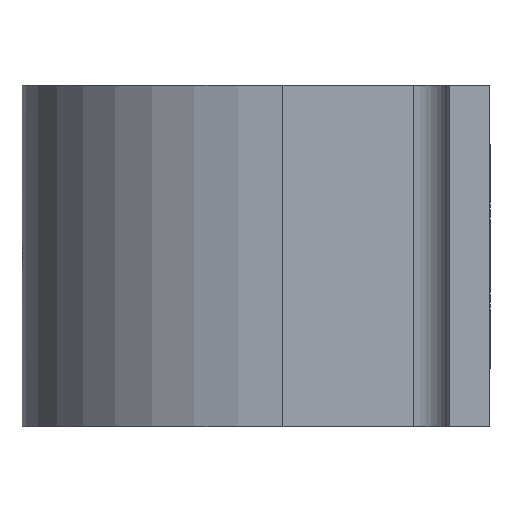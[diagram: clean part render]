
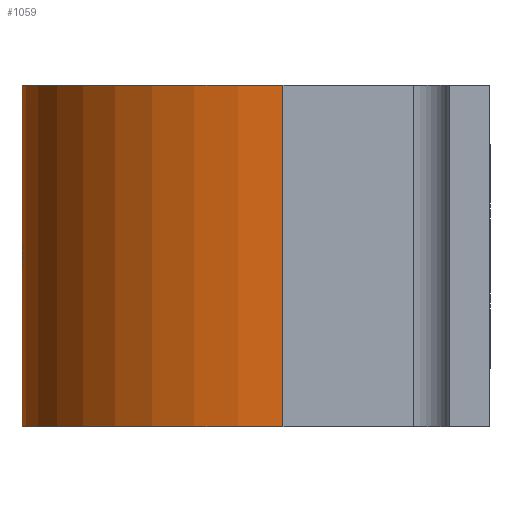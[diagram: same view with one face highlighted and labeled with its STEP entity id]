
A CAD part, left-side view. The second image highlights one B-rep face of the part: STEP entity #1059.
In plain terms, the highlighted cylindrical face has radius 29 mm (diameter 58 mm), a partial arc.
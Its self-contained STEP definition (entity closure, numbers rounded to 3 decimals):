
#7 = CARTESIAN_POINT ( 'NONE',  ( -1.694, 28.951, -0.455 ) ) ;
#21 = DIRECTION ( 'NONE',  ( -1., 0., 0. ) ) ;
#23 = CARTESIAN_POINT ( 'NONE',  ( 29., 0., 19. ) ) ;
#27 = CARTESIAN_POINT ( 'NONE',  ( -1.068, 28.98, 1.391 ) ) ;
#29 = CARTESIAN_POINT ( 'NONE',  ( -29., 0., -19. ) ) ;
#35 = CARTESIAN_POINT ( 'NONE',  ( -29., 0., 19. ) ) ;
#76 = CARTESIAN_POINT ( 'NONE',  ( 1.156, 28.977, 1.319 ) ) ;
#93 = CARTESIAN_POINT ( 'NONE',  ( -0.454, 28.997, -1.694 ) ) ;
#97 = CARTESIAN_POINT ( 'NONE',  ( -1.75, 28.947, -0.114 ) ) ;
#109 = CYLINDRICAL_SURFACE ( 'NONE', #800, 29. ) ;
#110 = DIRECTION ( 'NONE',  ( 0., 0., -1. ) ) ;
#114 = CARTESIAN_POINT ( 'NONE',  ( -0.777, 28.99, 1.572 ) ) ;
#145 = FACE_OUTER_BOUND ( 'NONE', #331, .T. ) ;
#154 = CARTESIAN_POINT ( 'NONE',  ( 1.694, 28.95, -0.453 ) ) ;
#165 = CARTESIAN_POINT ( 'NONE',  ( 1.529, 28.96, 0.882 ) ) ;
#180 = CARTESIAN_POINT ( 'NONE',  ( -0.775, 28.99, -1.573 ) ) ;
#183 = CARTESIAN_POINT ( 'NONE',  ( 29., 0., 19. ) ) ;
#192 = CARTESIAN_POINT ( 'NONE',  ( -1.704, 28.95, 0.459 ) ) ;
#197 = CARTESIAN_POINT ( 'NONE',  ( -0.454, 28.997, 1.694 ) ) ;
#216 = VERTEX_POINT ( 'NONE', #1052 ) ;
#220 = CARTESIAN_POINT ( 'NONE',  ( 0., 0., 19. ) ) ;
#240 = CARTESIAN_POINT ( 'NONE',  ( 1.573, 28.957, -0.776 ) ) ;
#247 = CARTESIAN_POINT ( 'NONE',  ( 1.75, 28.947, 0.231 ) ) ;
#267 = CARTESIAN_POINT ( 'NONE',  ( -1.067, 28.981, -1.392 ) ) ;
#283 = CARTESIAN_POINT ( 'NONE',  ( -0.117, 29., 1.75 ) ) ;
#303 = DIRECTION ( 'NONE',  ( 1., 0., 0. ) ) ;
#310 = CIRCLE ( 'NONE', #608, 29. ) ;
#327 = CARTESIAN_POINT ( 'NONE',  ( 1.392, 28.967, -1.067 ) ) ;
#331 = EDGE_LOOP ( 'NONE', ( #617, #1144, #1035, #939 ) ) ;
#332 = AXIS2_PLACEMENT_3D ( 'NONE', #220, #842, #303 ) ;
#352 = CARTESIAN_POINT ( 'NONE',  ( -1.319, 28.97, -1.156 ) ) ;
#353 = DIRECTION ( 'NONE',  ( 0., 0., -1. ) ) ;
#374 = VERTEX_POINT ( 'NONE', #183 ) ;
#399 = EDGE_CURVE ( 'NONE', #922, #443, #682, .T. ) ;
#405 = DIRECTION ( 'NONE',  ( 0., 0., 1. ) ) ;
#418 = CARTESIAN_POINT ( 'NONE',  ( 1.076, 28.98, -1.399 ) ) ;
#427 = CARTESIAN_POINT ( 'NONE',  ( 0.229, 29., 1.75 ) ) ;
#443 = VERTEX_POINT ( 'NONE', #685 ) ;
#451 = CARTESIAN_POINT ( 'NONE',  ( -1.518, 28.96, -0.878 ) ) ;
#465 = CARTESIAN_POINT ( 'NONE',  ( -1.53, 28.96, 0.88 ) ) ;
#471 = B_SPLINE_CURVE_WITH_KNOTS ( 'NONE', 3,
 ( #1137, #592, #695, #154, #775, #240, #867, #327, #950, #418, #1033, #508, #1142, #487, #624, #93, #720, #180, #803, #267, #899, #352, #978, #451, #1066, #535, #7, #631, #97, #723 ),
 .UNSPECIFIED., .F., .F.,
 ( 4, 2, 2, 2, 2, 2, 2, 2, 2, 2, 2, 2, 2, 2, 4 ),
 ( 0., 0., 0.001, 0.001, 0.001, 0.002, 0.003, 0.003, 0.003, 0.004, 0.004, 0.004, 0.005, 0.005, 0.005 ),
 .UNSPECIFIED. ) ;
#487 = CARTESIAN_POINT ( 'NONE',  ( -0.114, 29., -1.75 ) ) ;
#508 = CARTESIAN_POINT ( 'NONE',  ( 0.459, 28.997, -1.704 ) ) ;
#513 = CARTESIAN_POINT ( 'NONE',  ( 0.775, 28.99, 1.573 ) ) ;
#535 = CARTESIAN_POINT ( 'NONE',  ( -1.661, 28.952, -0.564 ) ) ;
#551 = ORIENTED_EDGE ( 'NONE', *, *, #399, .F. ) ;
#555 = CARTESIAN_POINT ( 'NONE',  ( -1.158, 28.977, 1.317 ) ) ;
#574 = CIRCLE ( 'NONE', #332, 29. ) ;
#592 = CARTESIAN_POINT ( 'NONE',  ( 1.75, 28.947, -0.116 ) ) ;
#601 = EDGE_CURVE ( 'NONE', #374, #216, #613, .T. ) ;
#605 = CARTESIAN_POINT ( 'NONE',  ( 1.066, 28.981, 1.393 ) ) ;
#608 = AXIS2_PLACEMENT_3D ( 'NONE', #942, #405, #1028 ) ;
#613 = LINE ( 'NONE', #23, #831 ) ;
#617 = ORIENTED_EDGE ( 'NONE', *, *, #952, .T. ) ;
#624 = CARTESIAN_POINT ( 'NONE',  ( -0.23, 28.999, -1.739 ) ) ;
#631 = CARTESIAN_POINT ( 'NONE',  ( -1.739, 28.948, -0.23 ) ) ;
#647 = CARTESIAN_POINT ( 'NONE',  ( 0., 0., 19. ) ) ;
#649 = DIRECTION ( 'NONE',  ( 0., 0., -1. ) ) ;
#653 = CARTESIAN_POINT ( 'NONE',  ( -0.878, 28.987, 1.518 ) ) ;
#682 = B_SPLINE_CURVE_WITH_KNOTS ( 'NONE', 3,
 ( #990, #817, #192, #465, #1089, #555, #27, #653, #114, #736, #197, #824, #283, #427, #1041, #513, #1151, #605, #76, #705, #165, #788, #247, #879 ),
 .UNSPECIFIED., .F., .F.,
 ( 4, 2, 2, 2, 2, 2, 2, 2, 2, 2, 2, 4 ),
 ( 0.005, 0.006, 0.007, 0.007, 0.008, 0.008, 0.008, 0.009, 0.009, 0.01, 0.01, 0.011 ),
 .UNSPECIFIED. ) ;
#683 = FACE_BOUND ( 'NONE', #887, .T. ) ;
#685 = CARTESIAN_POINT ( 'NONE',  ( 1.75, 28.947, 0. ) ) ;
#695 = CARTESIAN_POINT ( 'NONE',  ( 1.739, 28.948, -0.229 ) ) ;
#705 = CARTESIAN_POINT ( 'NONE',  ( 1.398, 28.967, 1.077 ) ) ;
#720 = CARTESIAN_POINT ( 'NONE',  ( -0.563, 28.995, -1.661 ) ) ;
#723 = CARTESIAN_POINT ( 'NONE',  ( -1.75, 28.947, 0. ) ) ;
#736 = CARTESIAN_POINT ( 'NONE',  ( -0.565, 28.995, 1.66 ) ) ;
#775 = CARTESIAN_POINT ( 'NONE',  ( 1.661, 28.952, -0.564 ) ) ;
#788 = CARTESIAN_POINT ( 'NONE',  ( 1.704, 28.95, 0.461 ) ) ;
#800 = AXIS2_PLACEMENT_3D ( 'NONE', #647, #110, #21 ) ;
#803 = CARTESIAN_POINT ( 'NONE',  ( -0.877, 28.987, -1.518 ) ) ;
#805 = CARTESIAN_POINT ( 'NONE',  ( -29., 0., 19. ) ) ;
#817 = CARTESIAN_POINT ( 'NONE',  ( -1.75, 28.947, 0.228 ) ) ;
#824 = CARTESIAN_POINT ( 'NONE',  ( -0.231, 28.999, 1.738 ) ) ;
#831 = VECTOR ( 'NONE', #649, 1000. ) ;
#840 = VERTEX_POINT ( 'NONE', #35 ) ;
#842 = DIRECTION ( 'NONE',  ( 0., 0., 1. ) ) ;
#867 = CARTESIAN_POINT ( 'NONE',  ( 1.519, 28.96, -0.877 ) ) ;
#879 = CARTESIAN_POINT ( 'NONE',  ( 1.75, 28.947, 0. ) ) ;
#887 = EDGE_LOOP ( 'NONE', ( #1161, #551 ) ) ;
#899 = CARTESIAN_POINT ( 'NONE',  ( -1.155, 28.977, -1.319 ) ) ;
#909 = EDGE_CURVE ( 'NONE', #374, #840, #574, .T. ) ;
#922 = VERTEX_POINT ( 'NONE', #1116 ) ;
#937 = VECTOR ( 'NONE', #353, 1000. ) ;
#939 = ORIENTED_EDGE ( 'NONE', *, *, #601, .T. ) ;
#942 = CARTESIAN_POINT ( 'NONE',  ( 0., 0., -19. ) ) ;
#950 = CARTESIAN_POINT ( 'NONE',  ( 1.318, 28.97, -1.157 ) ) ;
#952 = EDGE_CURVE ( 'NONE', #216, #1098, #310, .T. ) ;
#959 = LINE ( 'NONE', #805, #937 ) ;
#978 = CARTESIAN_POINT ( 'NONE',  ( -1.391, 28.967, -1.068 ) ) ;
#990 = CARTESIAN_POINT ( 'NONE',  ( -1.75, 28.947, 0. ) ) ;
#1006 = EDGE_CURVE ( 'NONE', #443, #922, #471, .T. ) ;
#1019 = EDGE_CURVE ( 'NONE', #840, #1098, #959, .T. ) ;
#1028 = DIRECTION ( 'NONE',  ( 1., 0., 0. ) ) ;
#1033 = CARTESIAN_POINT ( 'NONE',  ( 0.881, 28.987, -1.529 ) ) ;
#1035 = ORIENTED_EDGE ( 'NONE', *, *, #909, .F. ) ;
#1041 = CARTESIAN_POINT ( 'NONE',  ( 0.457, 28.997, 1.705 ) ) ;
#1052 = CARTESIAN_POINT ( 'NONE',  ( 29., 0., -19. ) ) ;
#1059 = ADVANCED_FACE ( 'NONE', ( #683, #145 ), #109, .T. ) ;
#1066 = CARTESIAN_POINT ( 'NONE',  ( -1.573, 28.957, -0.776 ) ) ;
#1089 = CARTESIAN_POINT ( 'NONE',  ( -1.4, 28.967, 1.075 ) ) ;
#1098 = VERTEX_POINT ( 'NONE', #29 ) ;
#1116 = CARTESIAN_POINT ( 'NONE',  ( -1.75, 28.947, 0. ) ) ;
#1137 = CARTESIAN_POINT ( 'NONE',  ( 1.75, 28.947, 0. ) ) ;
#1142 = CARTESIAN_POINT ( 'NONE',  ( 0.229, 29., -1.75 ) ) ;
#1144 = ORIENTED_EDGE ( 'NONE', *, *, #1019, .F. ) ;
#1151 = CARTESIAN_POINT ( 'NONE',  ( 0.875, 28.987, 1.52 ) ) ;
#1161 = ORIENTED_EDGE ( 'NONE', *, *, #1006, .F. ) ;
